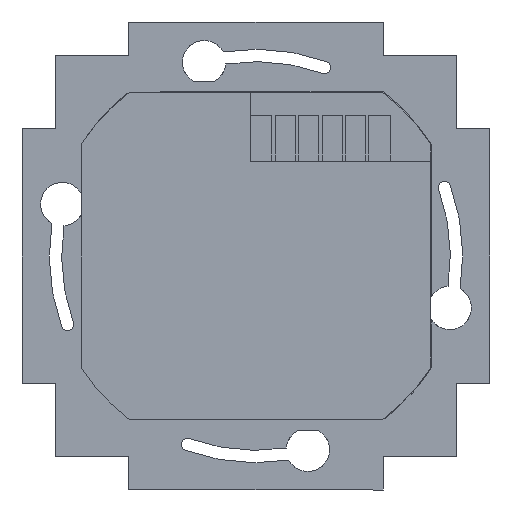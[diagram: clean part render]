
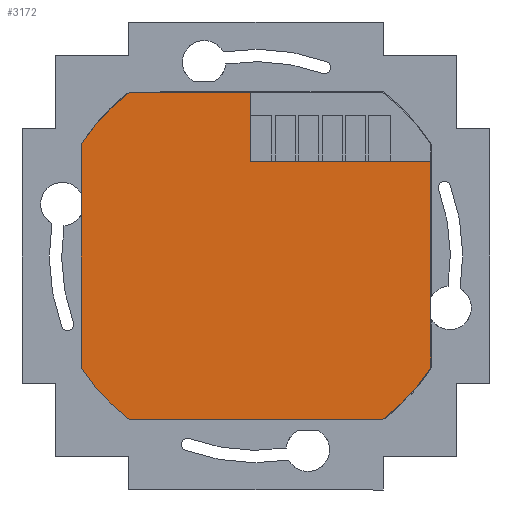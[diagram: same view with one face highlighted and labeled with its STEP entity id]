
A CAD part, front view. The second image highlights one B-rep face of the part: STEP entity #3172.
In plain terms, the highlighted planar face has unit normal (0, -1, 0).
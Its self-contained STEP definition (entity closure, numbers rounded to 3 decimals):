
#69=CIRCLE('',#3343,31.);
#70=CIRCLE('',#3344,31.);
#71=CIRCLE('',#3345,31.);
#238=FACE_OUTER_BOUND('',#403,.T.);
#403=EDGE_LOOP('',(#2126,#2127,#2128,#2129,#2130,#2131,#2132,#2133,#2134));
#606=LINE('',#4597,#961);
#609=LINE('',#4603,#964);
#610=LINE('',#4605,#965);
#611=LINE('',#4607,#966);
#612=LINE('',#4611,#967);
#613=LINE('',#4615,#968);
#961=VECTOR('',#3659,10.);
#964=VECTOR('',#3664,10.);
#965=VECTOR('',#3665,10.);
#966=VECTOR('',#3666,10.);
#967=VECTOR('',#3669,10.);
#968=VECTOR('',#3672,10.);
#1314=VERTEX_POINT('',#4594);
#1315=VERTEX_POINT('',#4596);
#1317=VERTEX_POINT('',#4602);
#1318=VERTEX_POINT('',#4604);
#1319=VERTEX_POINT('',#4606);
#1320=VERTEX_POINT('',#4608);
#1321=VERTEX_POINT('',#4610);
#1322=VERTEX_POINT('',#4612);
#1323=VERTEX_POINT('',#4614);
#1636=EDGE_CURVE('',#1315,#1314,#606,.T.);
#1639=EDGE_CURVE('',#1314,#1317,#609,.T.);
#1640=EDGE_CURVE('',#1317,#1318,#610,.T.);
#1641=EDGE_CURVE('',#1318,#1319,#611,.T.);
#1642=EDGE_CURVE('',#1319,#1320,#69,.T.);
#1643=EDGE_CURVE('',#1320,#1321,#612,.T.);
#1644=EDGE_CURVE('',#1321,#1322,#70,.T.);
#1645=EDGE_CURVE('',#1322,#1323,#613,.T.);
#1646=EDGE_CURVE('',#1323,#1315,#71,.T.);
#2126=ORIENTED_EDGE('',*,*,#1639,.T.);
#2127=ORIENTED_EDGE('',*,*,#1640,.T.);
#2128=ORIENTED_EDGE('',*,*,#1641,.T.);
#2129=ORIENTED_EDGE('',*,*,#1642,.T.);
#2130=ORIENTED_EDGE('',*,*,#1643,.T.);
#2131=ORIENTED_EDGE('',*,*,#1644,.T.);
#2132=ORIENTED_EDGE('',*,*,#1645,.T.);
#2133=ORIENTED_EDGE('',*,*,#1646,.T.);
#2134=ORIENTED_EDGE('',*,*,#1636,.T.);
#3068=PLANE('',#3342);
#3172=ADVANCED_FACE('',(#238),#3068,.T.);
#3342=AXIS2_PLACEMENT_3D('',#4601,#3662,#3663);
#3343=AXIS2_PLACEMENT_3D('',#4609,#3667,#3668);
#3344=AXIS2_PLACEMENT_3D('',#4613,#3670,#3671);
#3345=AXIS2_PLACEMENT_3D('',#4616,#3673,#3674);
#3659=DIRECTION('',(0.,0.,1.));
#3662=DIRECTION('center_axis',(0.,-1.,0.));
#3663=DIRECTION('ref_axis',(1.,0.,0.));
#3664=DIRECTION('',(-1.,0.,0.));
#3665=DIRECTION('',(0.,0.,1.));
#3666=DIRECTION('',(-1.,0.,0.));
#3667=DIRECTION('center_axis',(0.,-1.,0.));
#3668=DIRECTION('ref_axis',(-0.613,0.,0.79));
#3669=DIRECTION('',(0.,0.,-1.));
#3670=DIRECTION('center_axis',(0.,-1.,0.));
#3671=DIRECTION('ref_axis',(-0.844,0.,-0.536));
#3672=DIRECTION('',(1.,0.,0.));
#3673=DIRECTION('center_axis',(0.,-1.,0.));
#3674=DIRECTION('ref_axis',(0.613,0.,-0.79));
#4594=CARTESIAN_POINT('',(26.175,-9.104,14.2));
#4596=CARTESIAN_POINT('',(26.175,-9.104,-16.609));
#4597=CARTESIAN_POINT('',(26.175,-9.104,-16.609));
#4601=CARTESIAN_POINT('Origin',(0.,-9.104,
0.));
#4602=CARTESIAN_POINT('',(-0.825,-9.104,14.2));
#4603=CARTESIAN_POINT('',(3.187,-9.104,14.2));
#4604=CARTESIAN_POINT('',(-0.825,-9.104,24.5));
#4605=CARTESIAN_POINT('',(-0.825,-9.104,6.5));
#4606=CARTESIAN_POINT('',(-18.994,-9.104,24.5));
#4607=CARTESIAN_POINT('',(18.993,-9.104,24.5));
#4608=CARTESIAN_POINT('',(-26.175,-9.104,16.61));
#4609=CARTESIAN_POINT('Origin',(0.,-9.104,
0.));
#4610=CARTESIAN_POINT('',(-26.175,-9.104,-16.609));
#4611=CARTESIAN_POINT('',(-26.175,-9.104,16.61));
#4612=CARTESIAN_POINT('',(-18.994,-9.104,-24.5));
#4613=CARTESIAN_POINT('Origin',(0.,-9.104,
0.));
#4614=CARTESIAN_POINT('',(18.993,-9.104,-24.5));
#4615=CARTESIAN_POINT('',(-18.994,-9.104,-24.5));
#4616=CARTESIAN_POINT('Origin',(0.,-9.104,
0.));
